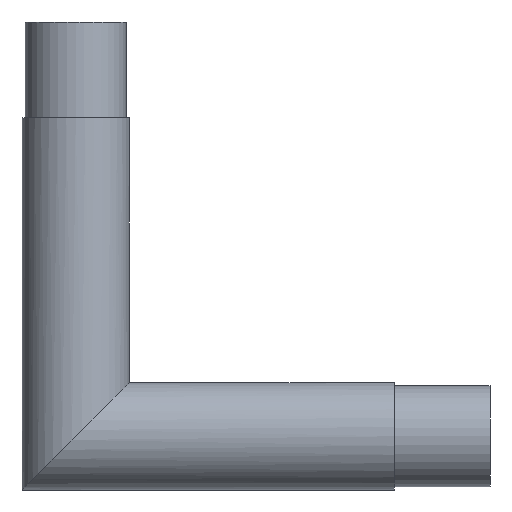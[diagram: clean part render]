
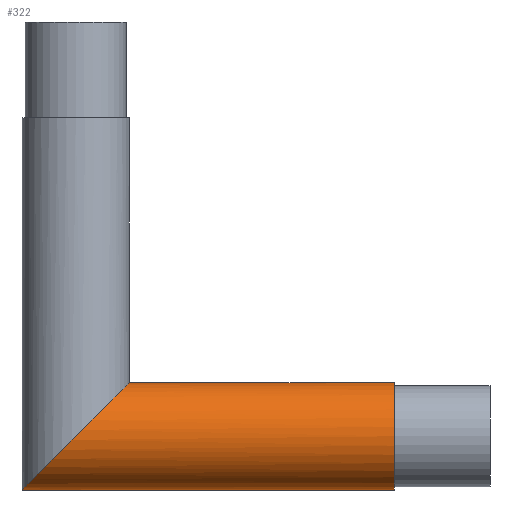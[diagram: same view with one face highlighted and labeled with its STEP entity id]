
A CAD part, front view. The second image highlights one B-rep face of the part: STEP entity #322.
In plain terms, the highlighted cylindrical face has radius 16.85 mm (diameter 33.7 mm), a partial arc.
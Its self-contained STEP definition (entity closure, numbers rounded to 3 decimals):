
#32 = LINE ( 'NONE', #585, #556 ) ;
#64 =( BOUNDED_CURVE ( )  B_SPLINE_CURVE ( 3, ( #175, #582, #395, #351 ),
 .UNSPECIFIED., .F., .T. ) 
 B_SPLINE_CURVE_WITH_KNOTS ( ( 4, 4 ),
 ( 3.142, 6.283 ),
 .UNSPECIFIED. ) 
 CURVE ( )  GEOMETRIC_REPRESENTATION_ITEM ( )  RATIONAL_B_SPLINE_CURVE ( ( 1., 0.333, 0.333, 1. ) ) 
 REPRESENTATION_ITEM ( '' )  );
#65 = CYLINDRICAL_SURFACE ( 'NONE', #222, 16.85 ) ;
#103 = CARTESIAN_POINT ( 'NONE',  ( -18.635, 0., 16.85 ) ) ;
#135 = AXIS2_PLACEMENT_3D ( 'NONE', #158, #560, #512 ) ;
#158 = CARTESIAN_POINT ( 'NONE',  ( 100., 0., 0. ) ) ;
#162 = EDGE_LOOP ( 'NONE', ( #184, #561, #180, #467 ) ) ;
#174 = VECTOR ( 'NONE', #472, 1000. ) ;
#175 = CARTESIAN_POINT ( 'NONE',  ( 16.85, 0., 16.85 ) ) ;
#180 = ORIENTED_EDGE ( 'NONE', *, *, #384, .T. ) ;
#184 = ORIENTED_EDGE ( 'NONE', *, *, #241, .F. ) ;
#192 = FACE_OUTER_BOUND ( 'NONE', #162, .T. ) ;
#210 = DIRECTION ( 'NONE',  ( 1., 0., 0. ) ) ;
#222 = AXIS2_PLACEMENT_3D ( 'NONE', #238, #509, #334 ) ;
#238 = CARTESIAN_POINT ( 'NONE',  ( -18.635, 0., 0. ) ) ;
#241 = EDGE_CURVE ( 'NONE', #510, #527, #296, .T. ) ;
#250 = CARTESIAN_POINT ( 'NONE',  ( -16.85, 0., -16.85 ) ) ;
#270 = CARTESIAN_POINT ( 'NONE',  ( 100., 0., 16.85 ) ) ;
#290 = EDGE_CURVE ( 'NONE', #420, #527, #442, .T. ) ;
#296 = LINE ( 'NONE', #103, #174 ) ;
#311 = CARTESIAN_POINT ( 'NONE',  ( 16.85, 0., 16.85 ) ) ;
#322 = ADVANCED_FACE ( 'NONE', ( #192 ), #65, .T. ) ;
#334 = DIRECTION ( 'NONE',  ( 0., 0., -1. ) ) ;
#351 = CARTESIAN_POINT ( 'NONE',  ( -16.85, 0., -16.85 ) ) ;
#384 = EDGE_CURVE ( 'NONE', #501, #420, #32, .T. ) ;
#395 = CARTESIAN_POINT ( 'NONE',  ( -16.85, -33.7, -16.85 ) ) ;
#420 = VERTEX_POINT ( 'NONE', #481 ) ;
#425 = EDGE_CURVE ( 'NONE', #510, #501, #64, .T. ) ;
#442 = CIRCLE ( 'NONE', #135, 16.85 ) ;
#467 = ORIENTED_EDGE ( 'NONE', *, *, #290, .T. ) ;
#472 = DIRECTION ( 'NONE',  ( 1., 0., 0. ) ) ;
#481 = CARTESIAN_POINT ( 'NONE',  ( 100., 0., -16.85 ) ) ;
#501 = VERTEX_POINT ( 'NONE', #250 ) ;
#509 = DIRECTION ( 'NONE',  ( 1., 0., 0. ) ) ;
#510 = VERTEX_POINT ( 'NONE', #311 ) ;
#512 = DIRECTION ( 'NONE',  ( 0., 0., 1. ) ) ;
#527 = VERTEX_POINT ( 'NONE', #270 ) ;
#556 = VECTOR ( 'NONE', #210, 1000. ) ;
#560 = DIRECTION ( 'NONE',  ( -1., 0., 0. ) ) ;
#561 = ORIENTED_EDGE ( 'NONE', *, *, #425, .T. ) ;
#582 = CARTESIAN_POINT ( 'NONE',  ( 16.85, -33.7, 16.85 ) ) ;
#585 = CARTESIAN_POINT ( 'NONE',  ( -18.635, 0., -16.85 ) ) ;
